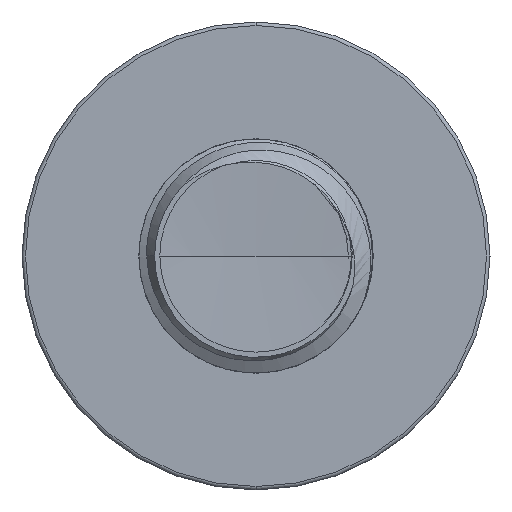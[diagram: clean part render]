
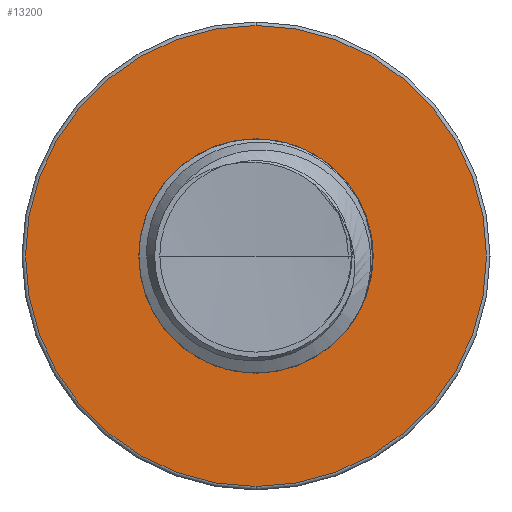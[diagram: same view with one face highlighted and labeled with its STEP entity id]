
A CAD part, front view. The second image highlights one B-rep face of the part: STEP entity #13200.
In plain terms, the highlighted planar face has unit normal (0, -1, 0).
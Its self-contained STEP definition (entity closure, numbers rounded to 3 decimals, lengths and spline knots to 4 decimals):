
#1887 = CARTESIAN_POINT ( 'NONE',  ( 0., 11., 1.7536 ) ) ;
#3691 = CIRCLE ( 'NONE', #7909, 1.7536 ) ;
#4715 = ORIENTED_EDGE ( 'NONE', *, *, #21463, .F. ) ;
#4964 = CIRCLE ( 'NONE', #12798, 3.4475 ) ;
#7241 = DIRECTION ( 'NONE',  ( 0., -1., 0. ) ) ;
#7289 = CARTESIAN_POINT ( 'NONE',  ( 0., 11., 0. ) ) ;
#7909 = AXIS2_PLACEMENT_3D ( 'NONE', #7289, #25861, #10027 ) ;
#8847 = CIRCLE ( 'NONE', #30977, 1.7536 ) ;
#10027 = DIRECTION ( 'NONE',  ( 0., 0., -1. ) ) ;
#11014 = VERTEX_POINT ( 'NONE', #25166 ) ;
#11105 = CARTESIAN_POINT ( 'NONE',  ( 0., 11., 0. ) ) ;
#11155 = CARTESIAN_POINT ( 'NONE',  ( 0., 11., 0. ) ) ;
#11924 = ORIENTED_EDGE ( 'NONE', *, *, #30105, .F. ) ;
#12798 = AXIS2_PLACEMENT_3D ( 'NONE', #11105, #29527, #13793 ) ;
#13200 = ADVANCED_FACE ( 'NONE', ( #19381, #33054 ), #15201, .T. ) ;
#13793 = DIRECTION ( 'NONE',  ( 0., 0., -1. ) ) ;
#13853 = DIRECTION ( 'NONE',  ( 0., 0., -1. ) ) ;
#14258 = DIRECTION ( 'NONE',  ( 0., -1., 0. ) ) ;
#14975 = AXIS2_PLACEMENT_3D ( 'NONE', #29982, #14258, #32474 ) ;
#15201 = PLANE ( 'NONE',  #15375 ) ;
#15375 = AXIS2_PLACEMENT_3D ( 'NONE', #1887, #7241, #25817 ) ;
#15968 = EDGE_LOOP ( 'NONE', ( #18208, #31954 ) ) ;
#17401 = EDGE_CURVE ( 'NONE', #32698, #11014, #32640, .T. ) ;
#18208 = ORIENTED_EDGE ( 'NONE', *, *, #27837, .T. ) ;
#18584 = CARTESIAN_POINT ( 'NONE',  ( 0., 11., 3.4475 ) ) ;
#19381 = FACE_OUTER_BOUND ( 'NONE', #15968, .T. ) ;
#19807 = EDGE_LOOP ( 'NONE', ( #4715, #11924 ) ) ;
#20105 = VERTEX_POINT ( 'NONE', #20436 ) ;
#20436 = CARTESIAN_POINT ( 'NONE',  ( 0., 11., -1.7536 ) ) ;
#21463 = EDGE_CURVE ( 'NONE', #20105, #24805, #8847, .T. ) ;
#24805 = VERTEX_POINT ( 'NONE', #27234 ) ;
#25166 = CARTESIAN_POINT ( 'NONE',  ( 0., 11., -3.4475 ) ) ;
#25817 = DIRECTION ( 'NONE',  ( 0., 0., -1. ) ) ;
#25861 = DIRECTION ( 'NONE',  ( 0., -1., 0. ) ) ;
#27234 = CARTESIAN_POINT ( 'NONE',  ( 0., 11., 1.7536 ) ) ;
#27837 = EDGE_CURVE ( 'NONE', #11014, #32698, #4964, .T. ) ;
#29527 = DIRECTION ( 'NONE',  ( 0., -1., 0. ) ) ;
#29586 = DIRECTION ( 'NONE',  ( 0., -1., 0. ) ) ;
#29982 = CARTESIAN_POINT ( 'NONE',  ( 0., 11., 0. ) ) ;
#30105 = EDGE_CURVE ( 'NONE', #24805, #20105, #3691, .T. ) ;
#30977 = AXIS2_PLACEMENT_3D ( 'NONE', #11155, #29586, #13853 ) ;
#31954 = ORIENTED_EDGE ( 'NONE', *, *, #17401, .T. ) ;
#32474 = DIRECTION ( 'NONE',  ( 0., 0., -1. ) ) ;
#32640 = CIRCLE ( 'NONE', #14975, 3.4475 ) ;
#32698 = VERTEX_POINT ( 'NONE', #18584 ) ;
#33054 = FACE_BOUND ( 'NONE', #19807, .T. ) ;
